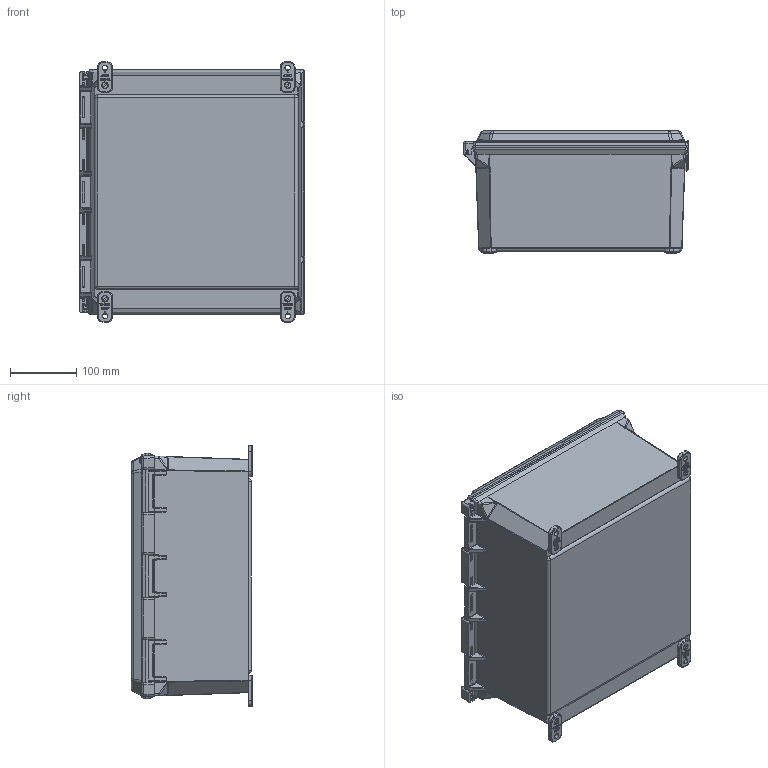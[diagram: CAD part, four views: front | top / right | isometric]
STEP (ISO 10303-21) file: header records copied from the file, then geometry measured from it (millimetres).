
FILE_DESCRIPTION (( 'STEP AP203' ), '1' );
FILE_NAME ('AMU1426.step', '2014-04-28T14:10:02', ( 'admin' ), ( 'Microsoft' ), 'SwSTEP 2.0', 'SolidWorks 2014', '' );
FILE_SCHEMA (( 'CONFIG_CONTROL_DESIGN' ));
Length unit declared in the file: inch
Products named in the file (9): 2412001_part; 2381001; 55-103275316_PreviewCfg; 70-006ORING; 55-103212; 70-60824-1; 55-1032516_PreviewCfg; AMU1426; WU1426B_box
Assembly tree (23 placements, depth 2):
  AMU1426
    WU1426B_box
    2412001_part
    2381001  x4
    55-103275316_PreviewCfg  x4
    70-006ORING  x4
    55-103212  x4
    70-60824-1
    55-1032516_PreviewCfg  x4
Bounding box: 339.34 x 183.15 x 391.67 mm (x, y, z)
Volume: 1853912.3 mm3; surface area: 1143199.2 mm2
Topology: 23 solids, 23 shells, 3775 faces, 9480 edges, 5993 vertices
Faces by surface type: plane 1996, bspline 715, cylinder 682, torus 152, cone 142, sphere 88
Entity records: 117976 total; most frequent: CARTESIAN_POINT 49260, ORIENTED_EDGE 15176, DIRECTION 11996, EDGE_CURVE 7588, VERTEX_POINT 4793, VECTOR 4732, LINE 4732, AXIS2_PLACEMENT_3D 3632
